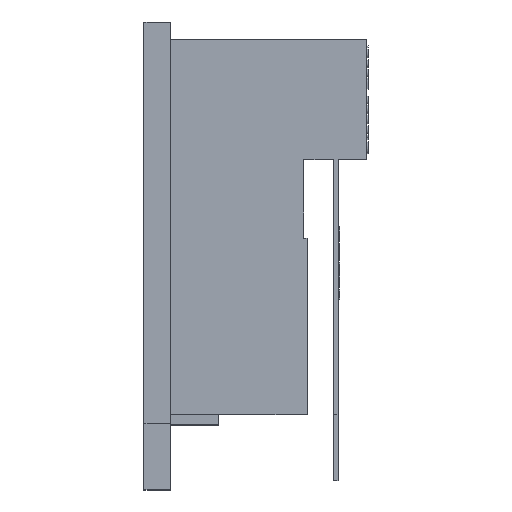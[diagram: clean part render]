
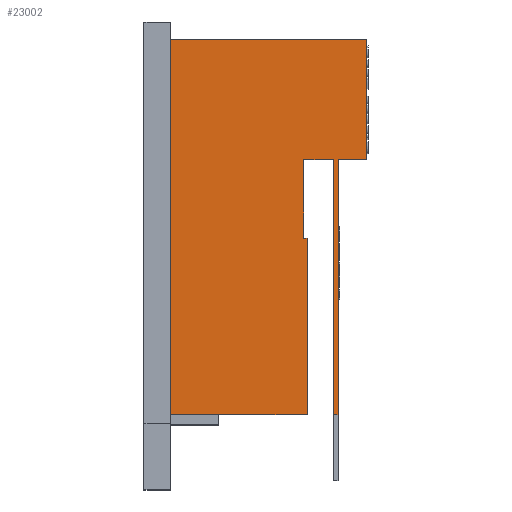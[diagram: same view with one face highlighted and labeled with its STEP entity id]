
A CAD part, top view. The second image highlights one B-rep face of the part: STEP entity #23002.
In plain terms, the highlighted planar face has unit normal (0, 0, 1).
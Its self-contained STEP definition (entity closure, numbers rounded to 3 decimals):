
#3305=FACE_OUTER_BOUND('',#4620,.T.);
#4620=EDGE_LOOP('',(#19859,#19860,#19861,#19862,#19863,#19864,#19865,#19866,
#19867,#19868,#19869,#19870));
#4951=LINE('',#26769,#6909);
#4959=LINE('',#26784,#6917);
#5134=LINE('',#29303,#7092);
#6203=LINE('',#40418,#8161);
#6346=LINE('',#42267,#8304);
#6352=LINE('',#42280,#8310);
#6354=LINE('',#42284,#8312);
#6358=LINE('',#42289,#8316);
#6361=LINE('',#42296,#8319);
#6369=LINE('',#42312,#8327);
#6372=LINE('',#42318,#8330);
#6373=LINE('',#42319,#8331);
#6909=VECTOR('',#23816,10.);
#6917=VECTOR('',#23828,10.);
#7092=VECTOR('',#24059,10.);
#8161=VECTOR('',#25652,10.);
#8304=VECTOR('',#25859,10.);
#8310=VECTOR('',#25873,10.);
#8312=VECTOR('',#25877,10.);
#8316=VECTOR('',#25881,10.);
#8319=VECTOR('',#25886,10.);
#8327=VECTOR('',#25906,10.);
#8330=VECTOR('',#25913,10.);
#8331=VECTOR('',#25914,10.);
#8866=VERTEX_POINT('',#26765);
#8868=VERTEX_POINT('',#26768);
#8873=VERTEX_POINT('',#26782);
#9128=VERTEX_POINT('',#29300);
#9129=VERTEX_POINT('',#29302);
#10412=VERTEX_POINT('',#40415);
#10413=VERTEX_POINT('',#40417);
#10607=VERTEX_POINT('',#42266);
#10610=VERTEX_POINT('',#42279);
#10611=VERTEX_POINT('',#42283);
#10615=VERTEX_POINT('',#42294);
#10618=VERTEX_POINT('',#42317);
#11175=EDGE_CURVE('',#8866,#8868,#4951,.T.);
#11183=EDGE_CURVE('',#8868,#8873,#4959,.T.);
#11564=EDGE_CURVE('',#9128,#9129,#5134,.T.);
#13483=EDGE_CURVE('',#10412,#10413,#6203,.T.);
#13774=EDGE_CURVE('',#10413,#10607,#6346,.T.);
#13780=EDGE_CURVE('',#10607,#10610,#6352,.T.);
#13782=EDGE_CURVE('',#10611,#10610,#6354,.T.);
#13786=EDGE_CURVE('',#10412,#9129,#6358,.T.);
#13789=EDGE_CURVE('',#10615,#9128,#6361,.T.);
#13797=EDGE_CURVE('',#10611,#8866,#6369,.T.);
#13800=EDGE_CURVE('',#10618,#10615,#6372,.T.);
#13801=EDGE_CURVE('',#10618,#8873,#6373,.T.);
#19859=ORIENTED_EDGE('',*,*,#13800,.F.);
#19860=ORIENTED_EDGE('',*,*,#13801,.T.);
#19861=ORIENTED_EDGE('',*,*,#11183,.F.);
#19862=ORIENTED_EDGE('',*,*,#11175,.F.);
#19863=ORIENTED_EDGE('',*,*,#13797,.F.);
#19864=ORIENTED_EDGE('',*,*,#13782,.T.);
#19865=ORIENTED_EDGE('',*,*,#13780,.F.);
#19866=ORIENTED_EDGE('',*,*,#13774,.F.);
#19867=ORIENTED_EDGE('',*,*,#13483,.F.);
#19868=ORIENTED_EDGE('',*,*,#13786,.T.);
#19869=ORIENTED_EDGE('',*,*,#11564,.F.);
#19870=ORIENTED_EDGE('',*,*,#13789,.F.);
#21904=PLANE('',#23653);
#23002=ADVANCED_FACE('',(#3305),#21904,.T.);
#23653=AXIS2_PLACEMENT_3D('',#42316,#25911,#25912);
#23816=DIRECTION('',(1.,0.,0.));
#23828=DIRECTION('',(0.,-1.,0.));
#24059=DIRECTION('',(0.,-1.,0.));
#25652=DIRECTION('',(0.,-1.,0.));
#25859=DIRECTION('',(-1.,0.,0.));
#25873=DIRECTION('',(0.,1.,0.));
#25877=DIRECTION('',(1.,0.,0.));
#25881=DIRECTION('',(1.,0.,0.));
#25886=DIRECTION('',(1.,0.,0.));
#25906=DIRECTION('',(0.,-1.,0.));
#25911=DIRECTION('center_axis',(0.,0.,1.));
#25912=DIRECTION('ref_axis',(0.,-1.,0.));
#25913=DIRECTION('',(0.,1.,0.));
#25914=DIRECTION('',(1.,0.,0.));
#26765=CARTESIAN_POINT('',(181.,275.,71.));
#26768=CARTESIAN_POINT('',(185.,275.,71.));
#26769=CARTESIAN_POINT('',(85.,275.,71.));
#26782=CARTESIAN_POINT('',(185.,75.,71.));
#26784=CARTESIAN_POINT('',(185.,75.,71.));
#29300=CARTESIAN_POINT('',(252.,500.,71.));
#29302=CARTESIAN_POINT('',(252.,364.,71.));
#29303=CARTESIAN_POINT('',(252.,364.,71.));
#40415=CARTESIAN_POINT('',(220.,364.,71.));
#40417=CARTESIAN_POINT('',(220.,75.,71.));
#40418=CARTESIAN_POINT('',(220.,364.,71.));
#42266=CARTESIAN_POINT('',(215.,75.,71.));
#42267=CARTESIAN_POINT('',(220.,75.,71.));
#42279=CARTESIAN_POINT('',(215.,364.,71.));
#42280=CARTESIAN_POINT('',(215.,364.,71.));
#42283=CARTESIAN_POINT('',(181.,364.,71.));
#42284=CARTESIAN_POINT('',(0.,364.,71.));
#42289=CARTESIAN_POINT('',(0.,364.,71.));
#42294=CARTESIAN_POINT('',(30.,500.,71.));
#42296=CARTESIAN_POINT('',(0.,500.,71.));
#42312=CARTESIAN_POINT('',(181.,275.,71.));
#42316=CARTESIAN_POINT('Origin',(0.,275.,71.));
#42317=CARTESIAN_POINT('',(30.,75.,71.));
#42318=CARTESIAN_POINT('',(30.,75.,71.));
#42319=CARTESIAN_POINT('',(0.,75.,71.));
